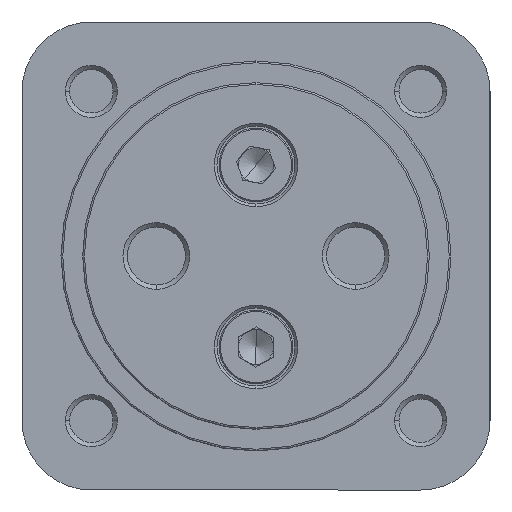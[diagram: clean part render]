
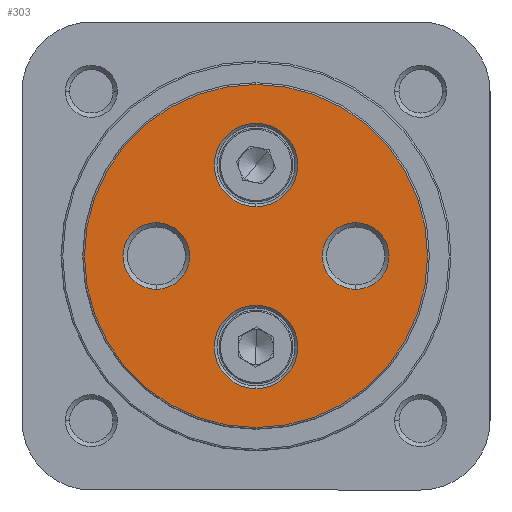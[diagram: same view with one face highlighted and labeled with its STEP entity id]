
A CAD part, left-side view. The second image highlights one B-rep face of the part: STEP entity #303.
In plain terms, the highlighted planar face has unit normal (-1, 0, 0).
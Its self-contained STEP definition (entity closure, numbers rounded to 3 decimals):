
#303 = ADVANCED_FACE ( 'NONE', ( #2078, #2084, #2086, #2088, #2074 ), #3763, .F. ) ;
#412 = EDGE_CURVE ( 'NONE', #2790, #2789, #2265, .T. ) ;
#416 = EDGE_CURVE ( 'NONE', #2786, #2785, #2271, .T. ) ;
#444 = EDGE_CURVE ( 'NONE', #2758, #2757, #2313, .T. ) ;
#448 = EDGE_CURVE ( 'NONE', #2754, #2753, #2315, .T. ) ;
#470 = EDGE_CURVE ( 'NONE', #2731, #2732, #2348, .T. ) ;
#961 = EDGE_CURVE ( 'NONE', #2757, #2758, #6926, .T. ) ;
#962 = EDGE_CURVE ( 'NONE', #2732, #2731, #6927, .T. ) ;
#964 = EDGE_CURVE ( 'NONE', #2753, #2754, #6930, .T. ) ;
#965 = EDGE_CURVE ( 'NONE', #2789, #2790, #6932, .T. ) ;
#966 = EDGE_CURVE ( 'NONE', #2785, #2786, #6934, .T. ) ;
#1266 = AXIS2_PLACEMENT_3D ( 'NONE', #3754, #3766, #3767 ) ;
#1336 = AXIS2_PLACEMENT_3D ( 'NONE', #4110, #4111, #4112 ) ;
#1348 = AXIS2_PLACEMENT_3D ( 'NONE', #4120, #4121, #4122 ) ;
#1362 = AXIS2_PLACEMENT_3D ( 'NONE', #4190, #4191, #4192 ) ;
#1364 = AXIS2_PLACEMENT_3D ( 'NONE', #4200, #4201, #4202 ) ;
#1380 = AXIS2_PLACEMENT_3D ( 'NONE', #4261, #4262, #4263 ) ;
#1453 = EDGE_LOOP ( 'NONE', ( #5586, #5587 ) ) ;
#1462 = EDGE_LOOP ( 'NONE', ( #5582, #5583 ) ) ;
#1464 = EDGE_LOOP ( 'NONE', ( #5584, #5585 ) ) ;
#1465 = EDGE_LOOP ( 'NONE', ( #5588, #5589 ) ) ;
#1466 = EDGE_LOOP ( 'NONE', ( #5590, #5591 ) ) ;
#2074 = FACE_BOUND ( 'NONE', #1466, .T. ) ;
#2078 = FACE_OUTER_BOUND ( 'NONE', #1462, .T. ) ;
#2084 = FACE_BOUND ( 'NONE', #1464, .T. ) ;
#2086 = FACE_BOUND ( 'NONE', #1453, .T. ) ;
#2088 = FACE_BOUND ( 'NONE', #1465, .T. ) ;
#2265 = CIRCLE ( 'NONE', #1336, 3.85 ) ;
#2271 = CIRCLE ( 'NONE', #1348, 3.85 ) ;
#2313 = CIRCLE ( 'NONE', #1362, 4.8 ) ;
#2315 = CIRCLE ( 'NONE', #1364, 4.8 ) ;
#2348 = CIRCLE ( 'NONE', #1380, 19.8 ) ;
#2731 = VERTEX_POINT ( 'NONE', #8239 ) ;
#2732 = VERTEX_POINT ( 'NONE', #8240 ) ;
#2753 = VERTEX_POINT ( 'NONE', #8261 ) ;
#2754 = VERTEX_POINT ( 'NONE', #8262 ) ;
#2757 = VERTEX_POINT ( 'NONE', #8265 ) ;
#2758 = VERTEX_POINT ( 'NONE', #8266 ) ;
#2785 = VERTEX_POINT ( 'NONE', #8293 ) ;
#2786 = VERTEX_POINT ( 'NONE', #8294 ) ;
#2789 = VERTEX_POINT ( 'NONE', #8297 ) ;
#2790 = VERTEX_POINT ( 'NONE', #8298 ) ;
#3754 = CARTESIAN_POINT ( 'NONE',  ( 0., 0., 0. ) ) ;
#3763 = PLANE ( 'NONE',  #1266 ) ;
#3766 = DIRECTION ( 'NONE',  ( 1., 0., 0. ) ) ;
#3767 = DIRECTION ( 'NONE',  ( 0., 0., -1. ) ) ;
#4110 = CARTESIAN_POINT ( 'NONE',  ( 0., -11.5, 0. ) ) ;
#4111 = DIRECTION ( 'NONE',  ( 1., 0., 0. ) ) ;
#4112 = DIRECTION ( 'NONE',  ( 0., 0., -1. ) ) ;
#4120 = CARTESIAN_POINT ( 'NONE',  ( 0., 11.5, 0. ) ) ;
#4121 = DIRECTION ( 'NONE',  ( 1., 0., 0. ) ) ;
#4122 = DIRECTION ( 'NONE',  ( 0., 0., -1. ) ) ;
#4190 = CARTESIAN_POINT ( 'NONE',  ( 0., 0., -10.5 ) ) ;
#4191 = DIRECTION ( 'NONE',  ( 1., 0., 0. ) ) ;
#4192 = DIRECTION ( 'NONE',  ( 0., 0., -1. ) ) ;
#4200 = CARTESIAN_POINT ( 'NONE',  ( 0., 0., 10.5 ) ) ;
#4201 = DIRECTION ( 'NONE',  ( 1., 0., 0. ) ) ;
#4202 = DIRECTION ( 'NONE',  ( 0., 0., -1. ) ) ;
#4261 = CARTESIAN_POINT ( 'NONE',  ( 0., 0., 0. ) ) ;
#4262 = DIRECTION ( 'NONE',  ( -1., 0., 0. ) ) ;
#4263 = DIRECTION ( 'NONE',  ( 0., 0., -1. ) ) ;
#5582 = ORIENTED_EDGE ( 'NONE', *, *, #962, .T. ) ;
#5583 = ORIENTED_EDGE ( 'NONE', *, *, #470, .T. ) ;
#5584 = ORIENTED_EDGE ( 'NONE', *, *, #444, .T. ) ;
#5585 = ORIENTED_EDGE ( 'NONE', *, *, #961, .T. ) ;
#5586 = ORIENTED_EDGE ( 'NONE', *, *, #448, .T. ) ;
#5587 = ORIENTED_EDGE ( 'NONE', *, *, #964, .T. ) ;
#5588 = ORIENTED_EDGE ( 'NONE', *, *, #412, .T. ) ;
#5589 = ORIENTED_EDGE ( 'NONE', *, *, #965, .T. ) ;
#5590 = ORIENTED_EDGE ( 'NONE', *, *, #416, .T. ) ;
#5591 = ORIENTED_EDGE ( 'NONE', *, *, #966, .T. ) ;
#6926 = CIRCLE ( 'NONE', #7190, 4.8 ) ;
#6927 = CIRCLE ( 'NONE', #7191, 19.8 ) ;
#6930 = CIRCLE ( 'NONE', #7193, 4.8 ) ;
#6932 = CIRCLE ( 'NONE', #7194, 3.85 ) ;
#6934 = CIRCLE ( 'NONE', #7195, 3.85 ) ;
#7190 = AXIS2_PLACEMENT_3D ( 'NONE', #7885, #7892, #7893 ) ;
#7191 = AXIS2_PLACEMENT_3D ( 'NONE', #7888, #7895, #7896 ) ;
#7193 = AXIS2_PLACEMENT_3D ( 'NONE', #7894, #7901, #7902 ) ;
#7194 = AXIS2_PLACEMENT_3D ( 'NONE', #7897, #7904, #7905 ) ;
#7195 = AXIS2_PLACEMENT_3D ( 'NONE', #7900, #7907, #7908 ) ;
#7885 = CARTESIAN_POINT ( 'NONE',  ( 0., 0., -10.5 ) ) ;
#7888 = CARTESIAN_POINT ( 'NONE',  ( 0., 0., 0. ) ) ;
#7892 = DIRECTION ( 'NONE',  ( 1., 0., 0. ) ) ;
#7893 = DIRECTION ( 'NONE',  ( 0., 0., -1. ) ) ;
#7894 = CARTESIAN_POINT ( 'NONE',  ( 0., 0., 10.5 ) ) ;
#7895 = DIRECTION ( 'NONE',  ( -1., 0., 0. ) ) ;
#7896 = DIRECTION ( 'NONE',  ( 0., 0., -1. ) ) ;
#7897 = CARTESIAN_POINT ( 'NONE',  ( 0., -11.5, 0. ) ) ;
#7900 = CARTESIAN_POINT ( 'NONE',  ( 0., 11.5, 0. ) ) ;
#7901 = DIRECTION ( 'NONE',  ( 1., 0., 0. ) ) ;
#7902 = DIRECTION ( 'NONE',  ( 0., 0., -1. ) ) ;
#7904 = DIRECTION ( 'NONE',  ( 1., 0., 0. ) ) ;
#7905 = DIRECTION ( 'NONE',  ( 0., 0., -1. ) ) ;
#7907 = DIRECTION ( 'NONE',  ( 1., 0., 0. ) ) ;
#7908 = DIRECTION ( 'NONE',  ( 0., 0., -1. ) ) ;
#8239 = CARTESIAN_POINT ( 'NONE',  ( 0., 0., 19.8 ) ) ;
#8240 = CARTESIAN_POINT ( 'NONE',  ( 0., 0., -19.8 ) ) ;
#8261 = CARTESIAN_POINT ( 'NONE',  ( 0., 0., 5.7 ) ) ;
#8262 = CARTESIAN_POINT ( 'NONE',  ( 0., 0., 15.3 ) ) ;
#8265 = CARTESIAN_POINT ( 'NONE',  ( 0., 0., -15.3 ) ) ;
#8266 = CARTESIAN_POINT ( 'NONE',  ( 0., 0., -5.7 ) ) ;
#8293 = CARTESIAN_POINT ( 'NONE',  ( 0., 11.5, -3.85 ) ) ;
#8294 = CARTESIAN_POINT ( 'NONE',  ( 0., 11.5, 3.85 ) ) ;
#8297 = CARTESIAN_POINT ( 'NONE',  ( 0., -11.5, -3.85 ) ) ;
#8298 = CARTESIAN_POINT ( 'NONE',  ( 0., -11.5, 3.85 ) ) ;
